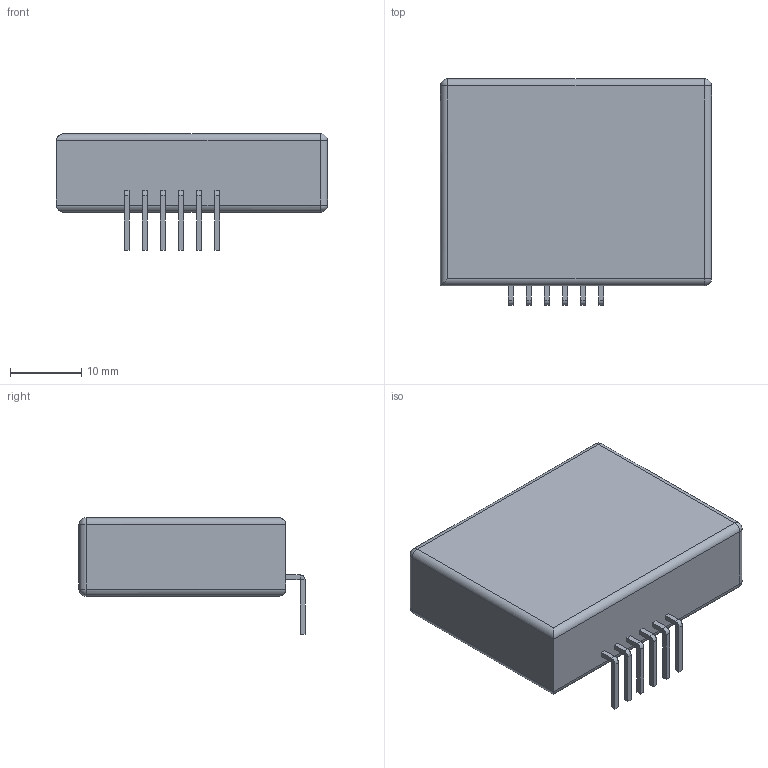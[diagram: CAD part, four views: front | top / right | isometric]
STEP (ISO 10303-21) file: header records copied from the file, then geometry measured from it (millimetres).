
FILE_DESCRIPTION(('FreeCAD Model'),'2;1');
FILE_NAME('Fusion001.step','2019-05-14T03:11:53',('kicad StepUp'),( 'ksu MCAD'),'Open CASCADE STEP processor 7.3','FreeCAD','Unknown');
FILE_SCHEMA(('AUTOMOTIVE_DESIGN { 1 0 10303 214 1 1 1 1 }'));
Length unit declared in the file: millimetre
Products named in the file (1): Fusion001
Bounding box: 38 x 31.7 x 16.35 mm (x, y, z)
Volume: 12088.6 mm3; surface area: 3719 mm2
Topology: 1 solids, 1 shells, 95 faces, 199 edges, 106 vertices
Faces by surface type: plane 72, cylinder 17, sphere 6
Entity records: 5574 total; most frequent: CARTESIAN_POINT 879, DIRECTION 763, LINE 501, VECTOR 501, ORIENTED_EDGE 386, PCURVE 386, DEFINITIONAL_REPRESENTATION 386, EDGE_CURVE 193
